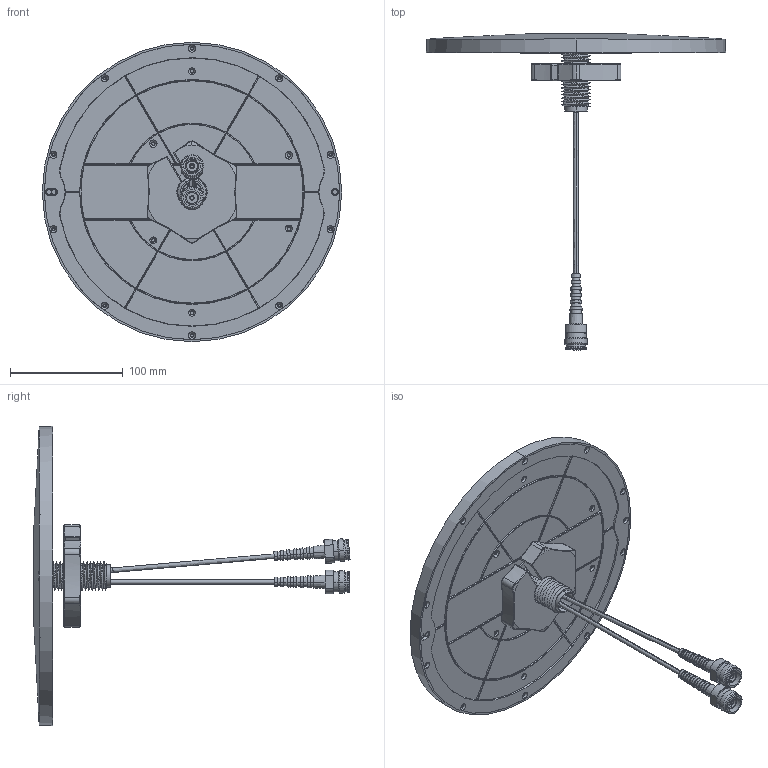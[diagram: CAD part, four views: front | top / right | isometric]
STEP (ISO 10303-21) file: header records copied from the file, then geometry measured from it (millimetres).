
FILE_DESCRIPTION (( 'STEP AP214' ), '1' );
FILE_NAME ('PE51227.STEP', '2021-04-19T20:32:06', ( '' ), ( '' ), 'SwSTEP 2.0', 'SolidWorks 2020', '' );
FILE_SCHEMA (( 'AUTOMOTIVE_DESIGN' ));
Length unit declared in the file: inch
Products named in the file (3): PE51227; 4.3-10 FEMALE CONNECTOR; PE51227-MA1
Assembly tree (3 placements, depth 2):
  PE51227
    PE51227-MA1
    4.3-10 FEMALE CONNECTOR  x2
Bounding box: 266 x 280.88 x 266 mm (x, y, z)
Volume: 269804.3 mm3; surface area: 399752.8 mm2
Topology: 10 solids, 10 shells, 993 faces, 2576 edges, 1666 vertices
Faces by surface type: cone 362, plane 250, cylinder 220, bspline 161
Entity records: 48427 total; most frequent: CARTESIAN_POINT 27281, ORIENTED_EDGE 4714, DIRECTION 3985, EDGE_CURVE 2357, AXIS2_PLACEMENT_3D 1644, VERTEX_POINT 1536, EDGE_LOOP 1021, ADVANCED_FACE 900
